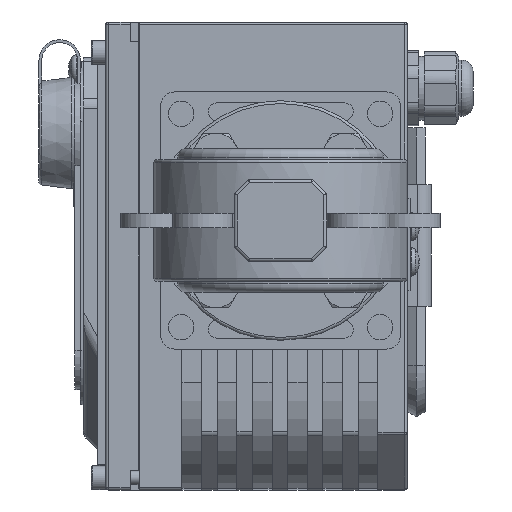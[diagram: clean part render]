
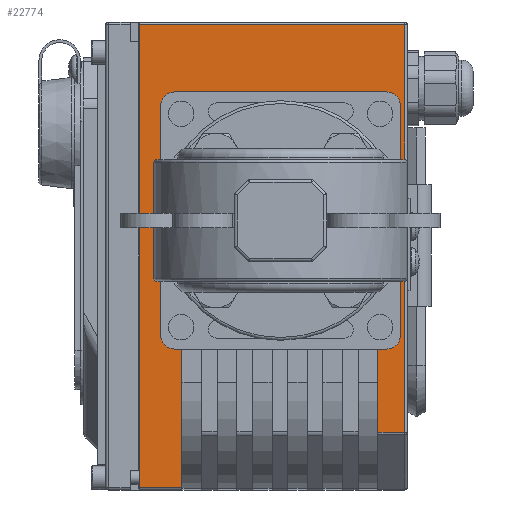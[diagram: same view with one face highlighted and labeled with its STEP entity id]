
A CAD part, front view. The second image highlights one B-rep face of the part: STEP entity #22774.
In plain terms, the highlighted planar face has unit normal (0, -1, 0).
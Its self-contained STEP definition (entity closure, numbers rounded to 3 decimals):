
#626=PLANE('',#24456);
#2349=LINE('',#33738,#4370);
#2354=LINE('',#33751,#4375);
#2356=LINE('',#33759,#4377);
#2358=LINE('',#33769,#4379);
#2359=LINE('',#33771,#4380);
#2360=LINE('',#33773,#4381);
#2361=LINE('',#33775,#4382);
#2362=LINE('',#33777,#4383);
#2363=LINE('',#33781,#4384);
#2364=LINE('',#33785,#4385);
#2365=LINE('',#33789,#4386);
#2366=LINE('',#33792,#4387);
#4370=VECTOR('',#27297,10.);
#4375=VECTOR('',#27308,10.);
#4377=VECTOR('',#27318,10.);
#4379=VECTOR('',#27332,10.);
#4380=VECTOR('',#27333,10.);
#4381=VECTOR('',#27334,10.);
#4382=VECTOR('',#27335,10.);
#4383=VECTOR('',#27336,10.);
#4384=VECTOR('',#27339,10.);
#4385=VECTOR('',#27342,10.);
#4386=VECTOR('',#27345,10.);
#4387=VECTOR('',#27348,10.);
#7510=FACE_OUTER_BOUND('',#8790,.T.);
#8790=EDGE_LOOP('',(#17594,#17595,#17596,#17597,#17598,#17599,#17600,#17601,
#17602,#17603,#17604,#17605,#17606,#17607,#17608,#17609));
#10039=CIRCLE('',#24457,4.9);
#10040=CIRCLE('',#24458,4.9);
#10041=CIRCLE('',#24459,4.9);
#10042=CIRCLE('',#24460,4.9);
#11085=VERTEX_POINT('',#33735);
#11086=VERTEX_POINT('',#33737);
#11091=VERTEX_POINT('',#33749);
#11093=VERTEX_POINT('',#33757);
#11095=VERTEX_POINT('',#33768);
#11096=VERTEX_POINT('',#33770);
#11097=VERTEX_POINT('',#33772);
#11098=VERTEX_POINT('',#33774);
#11099=VERTEX_POINT('',#33776);
#11100=VERTEX_POINT('',#33778);
#11101=VERTEX_POINT('',#33780);
#11102=VERTEX_POINT('',#33782);
#11103=VERTEX_POINT('',#33784);
#11104=VERTEX_POINT('',#33786);
#11105=VERTEX_POINT('',#33788);
#11106=VERTEX_POINT('',#33790);
#13518=EDGE_CURVE('',#11086,#11085,#2349,.T.);
#13525=EDGE_CURVE('',#11091,#11085,#2354,.T.);
#13529=EDGE_CURVE('',#11093,#11091,#2356,.T.);
#13534=EDGE_CURVE('',#11095,#11093,#2358,.T.);
#13535=EDGE_CURVE('',#11096,#11095,#2359,.T.);
#13536=EDGE_CURVE('',#11097,#11096,#2360,.T.);
#13537=EDGE_CURVE('',#11097,#11098,#2361,.T.);
#13538=EDGE_CURVE('',#11098,#11099,#2362,.T.);
#13539=EDGE_CURVE('',#11100,#11099,#10039,.F.);
#13540=EDGE_CURVE('',#11100,#11101,#2363,.T.);
#13541=EDGE_CURVE('',#11102,#11101,#10040,.F.);
#13542=EDGE_CURVE('',#11102,#11103,#2364,.T.);
#13543=EDGE_CURVE('',#11104,#11103,#10041,.F.);
#13544=EDGE_CURVE('',#11104,#11105,#2365,.T.);
#13545=EDGE_CURVE('',#11106,#11105,#10042,.F.);
#13546=EDGE_CURVE('',#11106,#11086,#2366,.T.);
#17594=ORIENTED_EDGE('',*,*,#13525,.F.);
#17595=ORIENTED_EDGE('',*,*,#13529,.F.);
#17596=ORIENTED_EDGE('',*,*,#13534,.F.);
#17597=ORIENTED_EDGE('',*,*,#13535,.F.);
#17598=ORIENTED_EDGE('',*,*,#13536,.F.);
#17599=ORIENTED_EDGE('',*,*,#13537,.T.);
#17600=ORIENTED_EDGE('',*,*,#13538,.T.);
#17601=ORIENTED_EDGE('',*,*,#13539,.F.);
#17602=ORIENTED_EDGE('',*,*,#13540,.T.);
#17603=ORIENTED_EDGE('',*,*,#13541,.F.);
#17604=ORIENTED_EDGE('',*,*,#13542,.T.);
#17605=ORIENTED_EDGE('',*,*,#13543,.F.);
#17606=ORIENTED_EDGE('',*,*,#13544,.T.);
#17607=ORIENTED_EDGE('',*,*,#13545,.F.);
#17608=ORIENTED_EDGE('',*,*,#13546,.T.);
#17609=ORIENTED_EDGE('',*,*,#13518,.T.);
#22774=ADVANCED_FACE('',(#7510),#626,.T.);
#24456=AXIS2_PLACEMENT_3D('',#33767,#27330,#27331);
#24457=AXIS2_PLACEMENT_3D('',#33779,#27337,#27338);
#24458=AXIS2_PLACEMENT_3D('',#33783,#27340,#27341);
#24459=AXIS2_PLACEMENT_3D('',#33787,#27343,#27344);
#24460=AXIS2_PLACEMENT_3D('',#33791,#27346,#27347);
#27297=DIRECTION('',(1.,0.,0.));
#27308=DIRECTION('',(0.,0.,-1.));
#27318=DIRECTION('',(1.,0.,0.));
#27330=DIRECTION('center_axis',(0.,-1.,0.));
#27331=DIRECTION('ref_axis',(-1.,0.,0.));
#27332=DIRECTION('',(0.,0.,1.));
#27333=DIRECTION('',(-1.,0.,0.));
#27334=DIRECTION('',(0.,0.,-1.));
#27335=DIRECTION('',(-1.,0.,0.));
#27336=DIRECTION('',(0.,0.,-1.));
#27337=DIRECTION('center_axis',(0.,1.,0.));
#27338=DIRECTION('ref_axis',(0.707,0.,-0.707));
#27339=DIRECTION('',(-1.,0.,0.));
#27340=DIRECTION('center_axis',(0.,1.,0.));
#27341=DIRECTION('ref_axis',(-0.707,0.,-0.707));
#27342=DIRECTION('',(0.,0.,1.));
#27343=DIRECTION('center_axis',(0.,1.,0.));
#27344=DIRECTION('ref_axis',(-0.707,0.,0.707));
#27345=DIRECTION('',(1.,0.,0.));
#27346=DIRECTION('center_axis',(0.,1.,0.));
#27347=DIRECTION('ref_axis',(0.707,0.,0.707));
#27348=DIRECTION('',(0.,0.,-1.));
#33735=CARTESIAN_POINT('',(59.586,-40.,-10.5));
#33737=CARTESIAN_POINT('',(30.,-40.,-10.5));
#33738=CARTESIAN_POINT('',(70.,-40.,-10.5));
#33749=CARTESIAN_POINT('',(59.586,-40.,-1.));
#33751=CARTESIAN_POINT('',(59.586,-40.,2.5));
#33757=CARTESIAN_POINT('',(-85.,-40.,-1.));
#33759=CARTESIAN_POINT('',(30.,-40.,-1.));
#33767=CARTESIAN_POINT('Origin',(60.,-40.,5.));
#33768=CARTESIAN_POINT('',(-85.,-40.,-95.));
#33769=CARTESIAN_POINT('',(-85.,-40.,5.));
#33770=CARTESIAN_POINT('',(79.,-40.,-95.));
#33771=CARTESIAN_POINT('',(80.,-40.,-95.));
#33772=CARTESIAN_POINT('',(79.,-40.,-80.));
#33773=CARTESIAN_POINT('',(79.,-40.,5.));
#33774=CARTESIAN_POINT('',(30.,-40.,-80.));
#33775=CARTESIAN_POINT('',(80.,-40.,-80.));
#33776=CARTESIAN_POINT('',(30.,-40.,-82.6));
#33777=CARTESIAN_POINT('',(30.,-40.,-38.75));
#33778=CARTESIAN_POINT('',(25.1,-40.,-87.5));
#33779=CARTESIAN_POINT('Origin',(25.1,-40.,-82.6));
#33780=CARTESIAN_POINT('',(-56.284,-40.,-87.5));
#33781=CARTESIAN_POINT('',(-0.592,-40.,-87.5));
#33782=CARTESIAN_POINT('',(-61.184,-40.,-82.6));
#33783=CARTESIAN_POINT('Origin',(-56.284,-40.,-82.6));
#33784=CARTESIAN_POINT('',(-61.184,-40.,-7.4));
#33785=CARTESIAN_POINT('',(-61.184,-40.,3.75));
#33786=CARTESIAN_POINT('',(-56.284,-40.,-2.5));
#33787=CARTESIAN_POINT('Origin',(-56.284,-40.,-7.4));
#33788=CARTESIAN_POINT('',(25.1,-40.,-2.5));
#33789=CARTESIAN_POINT('',(45.,-40.,-2.5));
#33790=CARTESIAN_POINT('',(30.,-40.,-7.4));
#33791=CARTESIAN_POINT('Origin',(25.1,-40.,-7.4));
#33792=CARTESIAN_POINT('',(30.,-40.,-38.75));
